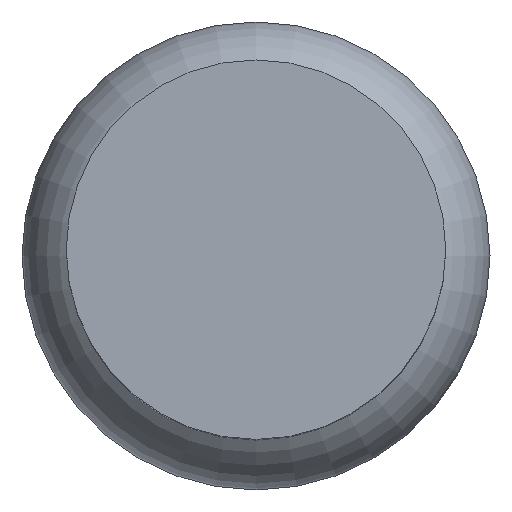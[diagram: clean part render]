
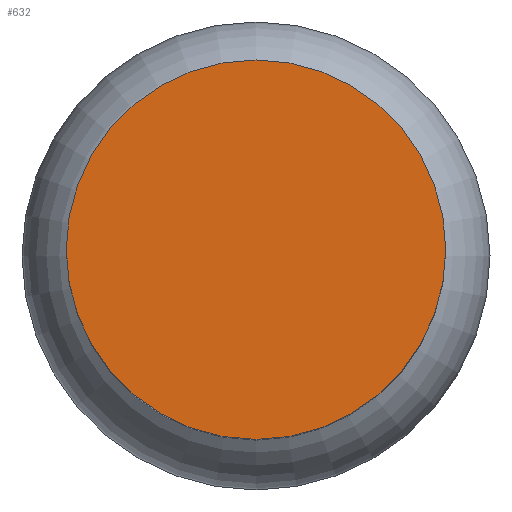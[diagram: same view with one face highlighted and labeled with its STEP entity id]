
A CAD part, top view. The second image highlights one B-rep face of the part: STEP entity #632.
In plain terms, the highlighted planar face has unit normal (0, 0, 1).
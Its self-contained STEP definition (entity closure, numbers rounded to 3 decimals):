
#548 = EDGE_CURVE('',#549,#549,#551,.T.);
#549 = VERTEX_POINT('',#550);
#550 = CARTESIAN_POINT('',(0.45,0.,16.55));
#551 = SURFACE_CURVE('',#552,(#557,#569),.PCURVE_S1.);
#552 = CIRCLE('',#553,0.45);
#553 = AXIS2_PLACEMENT_3D('',#554,#555,#556);
#554 = CARTESIAN_POINT('',(0.,0.,16.55));
#555 = DIRECTION('',(0.,0.,1.));
#556 = DIRECTION('',(1.,0.,0.));
#557 = PCURVE('',#558,#563);
#558 = CYLINDRICAL_SURFACE('',#559,0.45);
#559 = AXIS2_PLACEMENT_3D('',#560,#561,#562);
#560 = CARTESIAN_POINT('',(0.,0.,15.65));
#561 = DIRECTION('',(0.,0.,1.));
#562 = DIRECTION('',(1.,0.,0.));
#563 = DEFINITIONAL_REPRESENTATION('',(#564),#568);
#564 = LINE('',#565,#566);
#565 = CARTESIAN_POINT('',(0.,0.9));
#566 = VECTOR('',#567,1.);
#567 = DIRECTION('',(1.,0.));
#568 = ( GEOMETRIC_REPRESENTATION_CONTEXT(2) 
PARAMETRIC_REPRESENTATION_CONTEXT() REPRESENTATION_CONTEXT('2D SPACE',''
  ) );
#569 = PCURVE('',#570,#575);
#570 = PLANE('',#571);
#571 = AXIS2_PLACEMENT_3D('',#572,#573,#574);
#572 = CARTESIAN_POINT('',(0.,0.,16.55));
#573 = DIRECTION('',(0.,0.,1.));
#574 = DIRECTION('',(1.,0.,0.));
#575 = DEFINITIONAL_REPRESENTATION('',(#576),#580);
#576 = CIRCLE('',#577,0.45);
#577 = AXIS2_PLACEMENT_2D('',#578,#579);
#578 = CARTESIAN_POINT('',(0.,0.));
#579 = DIRECTION('',(1.,0.));
#580 = ( GEOMETRIC_REPRESENTATION_CONTEXT(2) 
PARAMETRIC_REPRESENTATION_CONTEXT() REPRESENTATION_CONTEXT('2D SPACE',''
  ) );
#632 = ADVANCED_FACE('',(#633),#570,.T.);
#633 = FACE_BOUND('',#634,.T.);
#634 = EDGE_LOOP('',(#635));
#635 = ORIENTED_EDGE('',*,*,#548,.T.);
